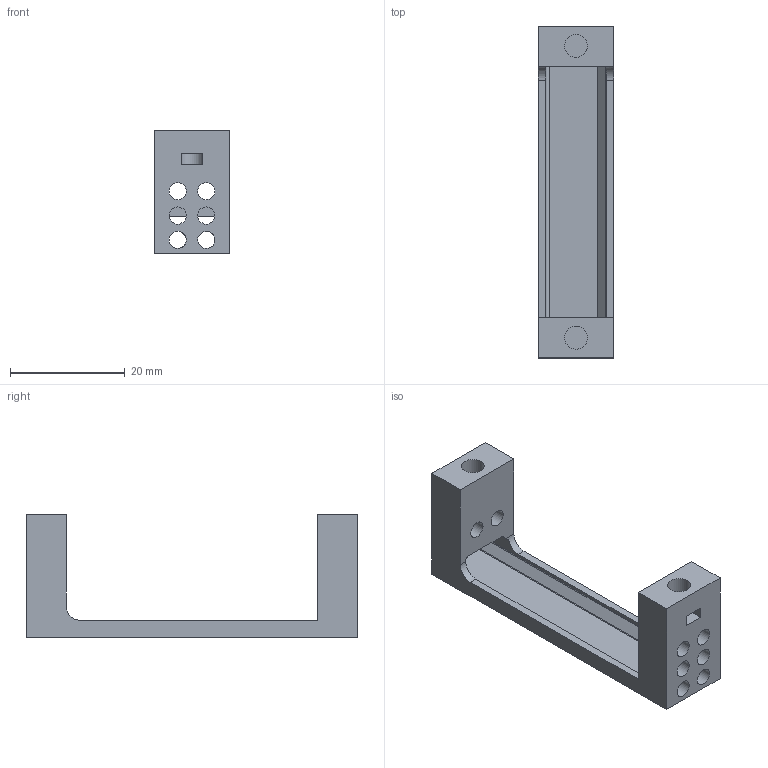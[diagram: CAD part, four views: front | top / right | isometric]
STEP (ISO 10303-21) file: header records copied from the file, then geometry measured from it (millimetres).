
FILE_DESCRIPTION((''),'2;1');
FILE_NAME('filename', '',(''),(''),'','','');
FILE_SCHEMA(('AUTOMOTIVE_DESIGN { 1 0 10303 214 1 1 1 1 }'));
Length unit declared in the file: millimetre
Products named in the file (1): Battery_holder_magnetic_support
Bounding box: 13.21 x 57.82 x 21.5 mm (x, y, z)
Volume: 3695.8 mm3; surface area: 4343.3 mm2
Topology: 1 solids, 1 shells, 48 faces, 142 edges, 94 vertices
Faces by surface type: plane 31, cylinder 17
Full cylindrical faces by diameter (mm): 3 x8, 4 x2
Entity records: 1604 total; most frequent: CARTESIAN_POINT 274, DIRECTION 263, ORIENTED_EDGE 256, EDGE_CURVE 128, VERTEX_POINT 90, VECTOR 89, LINE 89, AXIS2_PLACEMENT_3D 87
